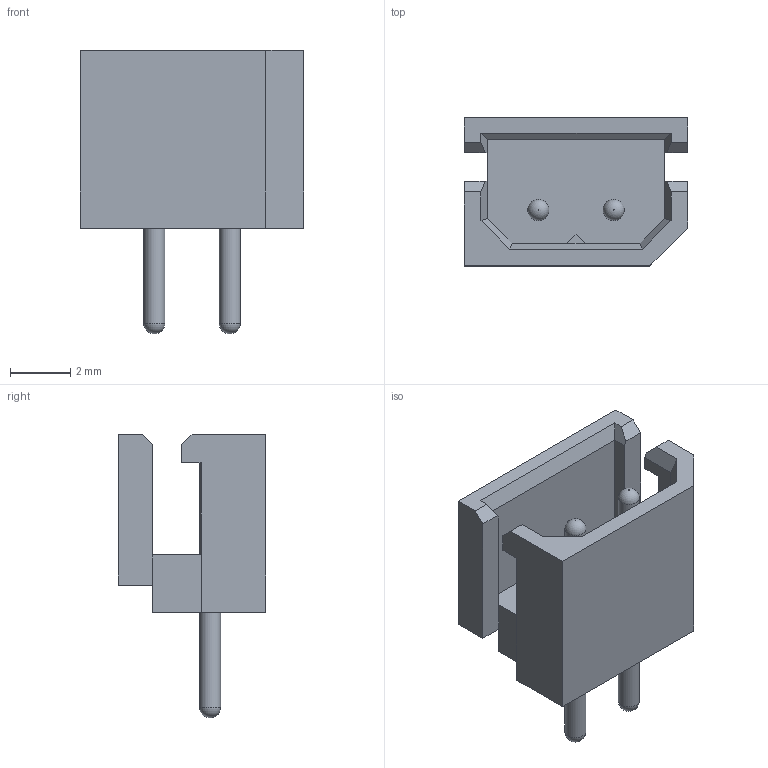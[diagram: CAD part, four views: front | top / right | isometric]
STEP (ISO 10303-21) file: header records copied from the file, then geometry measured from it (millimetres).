
FILE_DESCRIPTION(/* description */ ('Unknown'),/* implementation_level */ '2;1');
FILE_NAME(/* name */ 'J_Wurth_WR-WTB_64600211622',/* time_stamp */ '2025-05-22T17:35:35+08:00',/* author */ ('Unknown'),/* organization */ ('Unknown'),/* preprocessor_version */ 'ST-DEVELOPER v19.4',/* originating_system */ 'Solid Edge',/* authorisation */ 'Unknown');
FILE_SCHEMA (('AUTOMOTIVE_DESIGN {1 0 10303 214 3 1 1}'));
Length unit declared in the file: millimetre
Products named in the file (2): J_Wurth_WR-WTB_64600211622
Assembly tree (1 placements, depth 2):
  J_Wurth_WR-WTB_64600211622
    J_Wurth_WR-WTB_64600211622
Bounding box: 7.4 x 4.9 x 9.4 mm (x, y, z)
Volume: 114.3 mm3; surface area: 296.4 mm2
Topology: 1 solids, 1 shells, 59 faces, 143 edges, 90 vertices
Faces by surface type: plane 51, torus 4, cylinder 4
Full cylindrical faces by diameter (mm): 0.7 x4
Entity records: 2079 total; most frequent: CARTESIAN_POINT 282, DIRECTION 267, ORIENTED_EDGE 266, EDGE_CURVE 133, LINE 121, VECTOR 121, VERTEX_POINT 88, AXIS2_PLACEMENT_3D 73
